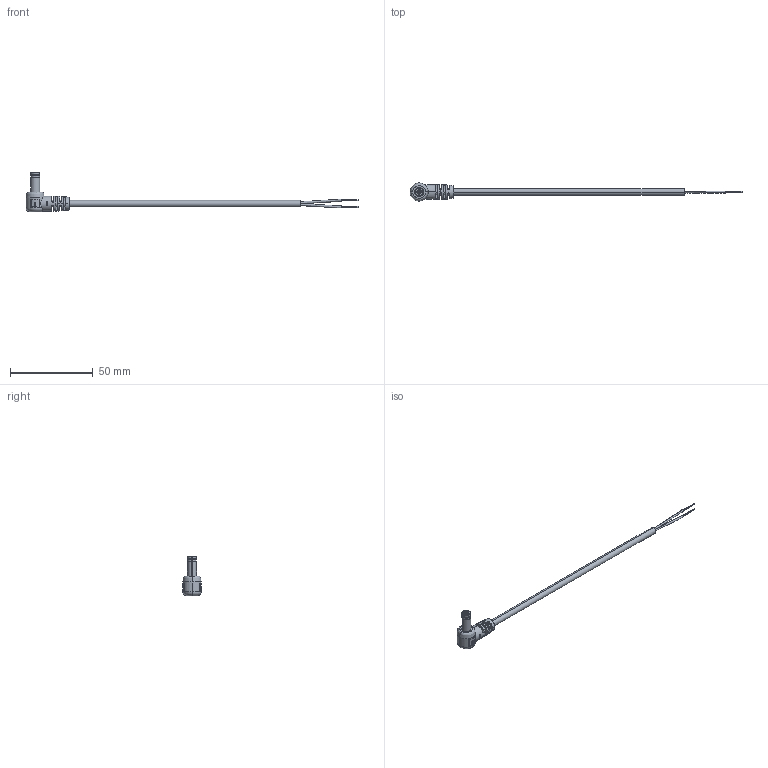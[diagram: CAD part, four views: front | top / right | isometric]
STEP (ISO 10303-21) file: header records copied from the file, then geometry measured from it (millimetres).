
FILE_DESCRIPTION (( 'STEP AP203' ), '1' );
FILE_NAME ('10-02224_revA1.STEP', '2016-11-08T16:09:42', ( '' ), ( '' ), 'SwSTEP 2.0', 'SolidWorks 2015', '' );
FILE_SCHEMA (( 'CONFIG_CONTROL_DESIGN' ));
Length unit declared in the file: millimetre
Products named in the file (7): 50-00186 insulator; 30-00692_s+t 10 mm; 50-00186 shell; 50-00186; 10-02224_revA1; 50-00186 spring contact; 24-00185
Assembly tree (6 placements, depth 3):
  10-02224_revA1
    30-00692_s+t 10 mm
    24-00185
    50-00186
      50-00186 insulator
      50-00186 shell
      50-00186 spring contact
Bounding box: 200.54 x 11 x 23.86 mm (x, y, z)
Volume: 3892.8 mm3; surface area: 10360.2 mm2
Topology: 32 solids, 32 shells, 506 faces, 1166 edges, 760 vertices
Faces by surface type: cylinder 215, plane 194, bspline 58, torus 22, cone 17
Entity records: 17927 total; most frequent: CARTESIAN_POINT 5634, DIRECTION 2456, ORIENTED_EDGE 2332, EDGE_CURVE 1166, AXIS2_PLACEMENT_3D 1012, VERTEX_POINT 760, EDGE_LOOP 596, CIRCLE 554
